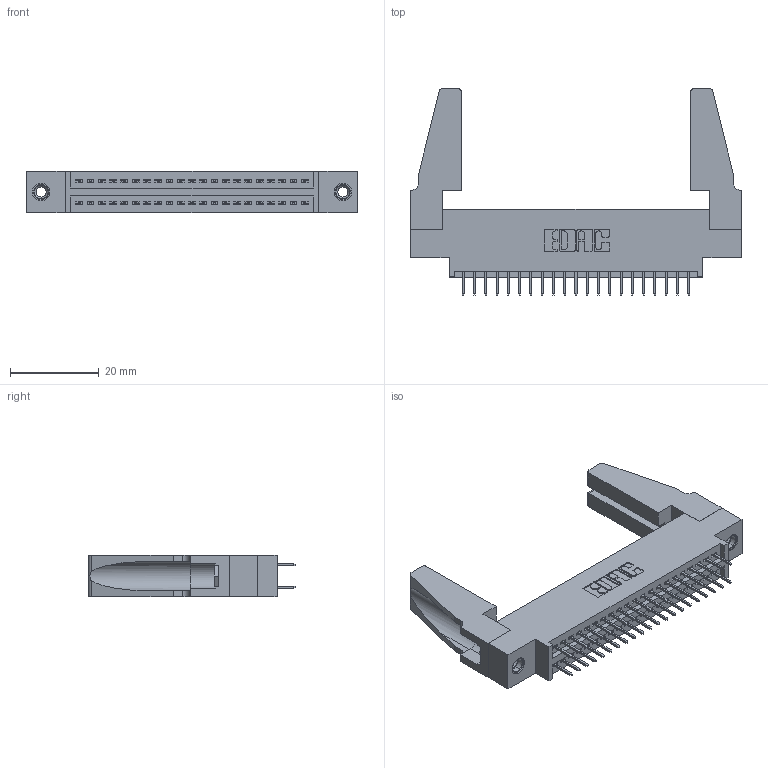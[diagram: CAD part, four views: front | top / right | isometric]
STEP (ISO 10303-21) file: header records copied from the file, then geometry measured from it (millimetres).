
FILE_DESCRIPTION (( 'STEP AP203' ), '1' );
FILE_NAME ('345-042-524-888.STEP', '2019-10-28T19:56:38', ( '' ), ( '' ), 'SwSTEP 2.0', 'SolidWorks 2016', '' );
FILE_SCHEMA (( 'CONFIG_CONTROL_DESIGN' ));
Length unit declared in the file: inch
Products named in the file (5): 345-250-001_345-250-001-102; 345-042-524-888; 345-220-078_345-220-088; 345 Part_0.170 Offset - 0.156 Dia-TH; 345-292-001_345-293-124
Assembly tree (47 placements, depth 2):
  345-042-524-888
    345 Part_0.170 Offset - 0.156 Dia-TH
    345-292-001_345-293-124  x42
    345-250-001_345-250-001-102  x2
    345-220-078_345-220-088  x2
Bounding box: 74.57 x 46.53 x 9.4 mm (x, y, z)
Volume: 10124.8 mm3; surface area: 12849.6 mm2
Topology: 47 solids, 47 shells, 2522 faces, 7093 edges, 4550 vertices
Faces by surface type: plane 1794, cylinder 712, cone 12, torus 4
Entity records: 21658 total; most frequent: CARTESIAN_POINT 3646, ORIENTED_EDGE 3540, DIRECTION 3246, EDGE_CURVE 1770, VECTOR 1516, LINE 1516, VERTEX_POINT 1170, AXIS2_PLACEMENT_3D 865
